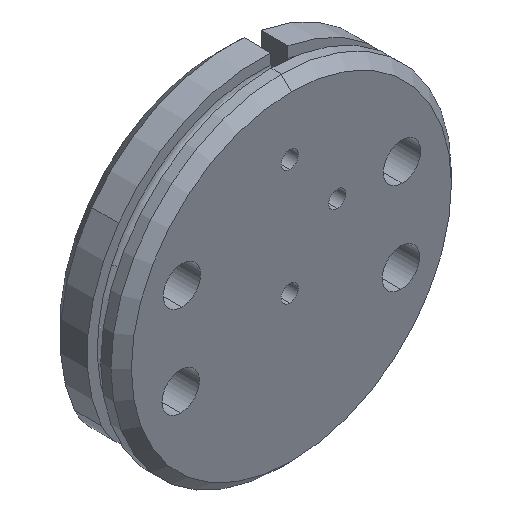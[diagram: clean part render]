
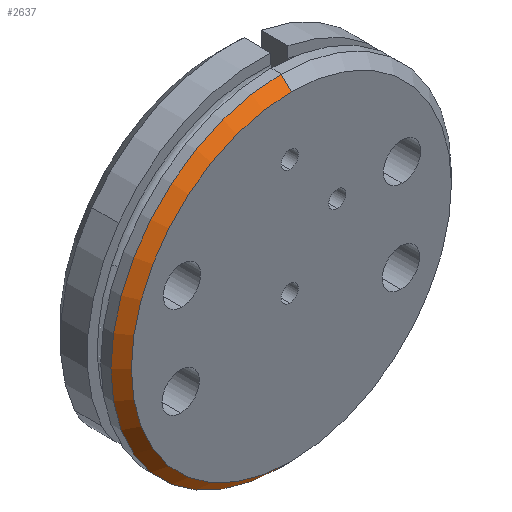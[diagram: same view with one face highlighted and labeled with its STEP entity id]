
A CAD part, isometric view. The second image highlights one B-rep face of the part: STEP entity #2637.
In plain terms, the highlighted conical face has half-angle 45 degrees and reference radius 25 mm.
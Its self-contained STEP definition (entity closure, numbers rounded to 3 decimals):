
#90 = EDGE_CURVE ( 'NONE', #676, #2628, #1077, .T. ) ;
#191 = VERTEX_POINT ( 'NONE', #2282 ) ;
#251 = CARTESIAN_POINT ( 'NONE',  ( 0., 1.5, 25. ) ) ;
#341 = CARTESIAN_POINT ( 'NONE',  ( 0., 0., 23.5 ) ) ;
#449 = CARTESIAN_POINT ( 'NONE',  ( 0., 1.5, -25. ) ) ;
#488 = CARTESIAN_POINT ( 'NONE',  ( 0., 1.5, -25. ) ) ;
#585 = CARTESIAN_POINT ( 'NONE',  ( 0., 1.5, 0. ) ) ;
#676 = VERTEX_POINT ( 'NONE', #341 ) ;
#722 = ORIENTED_EDGE ( 'NONE', *, *, #2333, .F. ) ;
#873 = DIRECTION ( 'NONE',  ( 0., 0., 1. ) ) ;
#880 = DIRECTION ( 'NONE',  ( 0., 0.707, -0.707 ) ) ;
#983 = DIRECTION ( 'NONE',  ( 0., 1., 0. ) ) ;
#1068 = CARTESIAN_POINT ( 'NONE',  ( 0., 0., 0. ) ) ;
#1077 = LINE ( 'NONE', #251, #1086 ) ;
#1086 = VECTOR ( 'NONE', #1693, 1000. ) ;
#1133 = EDGE_LOOP ( 'NONE', ( #2380, #722, #1795, #1819 ) ) ;
#1190 = CIRCLE ( 'NONE', #1781, 23.5 ) ;
#1245 = AXIS2_PLACEMENT_3D ( 'NONE', #585, #2747, #2325 ) ;
#1387 = DIRECTION ( 'NONE',  ( 0., 0., 1. ) ) ;
#1693 = DIRECTION ( 'NONE',  ( 0., 0.707, 0.707 ) ) ;
#1744 = CIRCLE ( 'NONE', #1245, 25. ) ;
#1781 = AXIS2_PLACEMENT_3D ( 'NONE', #1068, #2543, #873 ) ;
#1795 = ORIENTED_EDGE ( 'NONE', *, *, #90, .T. ) ;
#1815 = CONICAL_SURFACE ( 'NONE', #2179, 25., 0.785 ) ;
#1819 = ORIENTED_EDGE ( 'NONE', *, *, #2776, .F. ) ;
#1853 = CARTESIAN_POINT ( 'NONE',  ( 0., 1.5, 25. ) ) ;
#2010 = EDGE_CURVE ( 'NONE', #191, #2090, #2804, .T. ) ;
#2090 = VERTEX_POINT ( 'NONE', #449 ) ;
#2179 = AXIS2_PLACEMENT_3D ( 'NONE', #2482, #983, #1387 ) ;
#2282 = CARTESIAN_POINT ( 'NONE',  ( 0., 0., -23.5 ) ) ;
#2325 = DIRECTION ( 'NONE',  ( 0., 0., 1. ) ) ;
#2333 = EDGE_CURVE ( 'NONE', #676, #191, #1190, .T. ) ;
#2380 = ORIENTED_EDGE ( 'NONE', *, *, #2010, .F. ) ;
#2431 = VECTOR ( 'NONE', #880, 1000. ) ;
#2482 = CARTESIAN_POINT ( 'NONE',  ( 0., 1.5, 0. ) ) ;
#2543 = DIRECTION ( 'NONE',  ( 0., -1., 0. ) ) ;
#2628 = VERTEX_POINT ( 'NONE', #1853 ) ;
#2637 = ADVANCED_FACE ( 'NONE', ( #2734 ), #1815, .T. ) ;
#2734 = FACE_OUTER_BOUND ( 'NONE', #1133, .T. ) ;
#2747 = DIRECTION ( 'NONE',  ( 0., 1., 0. ) ) ;
#2776 = EDGE_CURVE ( 'NONE', #2090, #2628, #1744, .T. ) ;
#2804 = LINE ( 'NONE', #488, #2431 ) ;
